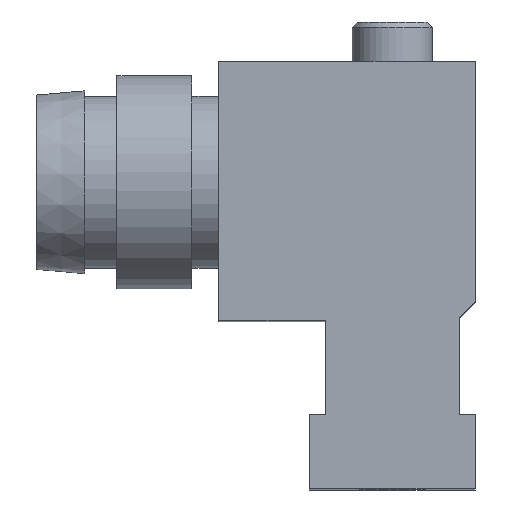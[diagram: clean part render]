
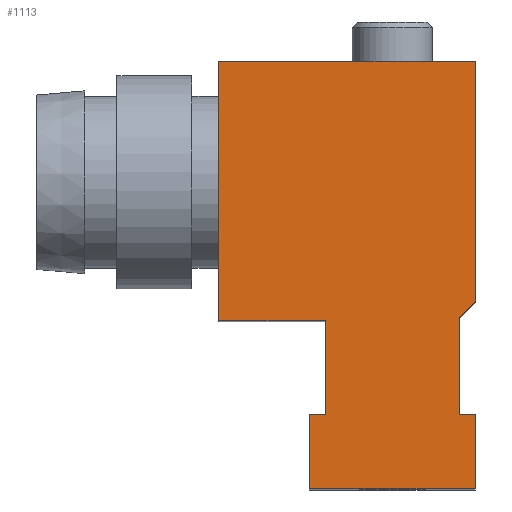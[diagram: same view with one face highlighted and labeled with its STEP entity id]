
A CAD part, top view. The second image highlights one B-rep face of the part: STEP entity #1113.
In plain terms, the highlighted planar face has unit normal (0, 0, 1).
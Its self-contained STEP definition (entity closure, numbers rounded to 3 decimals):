
#715=CARTESIAN_POINT('',(-3.8,7.,22.0));
#716=VERTEX_POINT('',#715);
#717=CARTESIAN_POINT('',(-3.8,-2.,22.0));
#718=VERTEX_POINT('',#717);
#719=CARTESIAN_POINT('',(-3.8,7.,22.0));
#720=DIRECTION('',(0.0,-1.0,0.0));
#721=VECTOR('',#720,9.0);
#722=LINE('',#719,#721);
#723=EDGE_CURVE('',#716,#718,#722,.T.);
#755=CARTESIAN_POINT('',(-4.4,-2.6,22.0));
#756=VERTEX_POINT('',#755);
#757=CARTESIAN_POINT('',(-3.8,-2.,22.0));
#758=DIRECTION('',(-0.707,-0.707,0.0));
#759=VECTOR('',#758,0.849);
#760=LINE('',#757,#759);
#761=EDGE_CURVE('',#718,#756,#760,.T.);
#786=CARTESIAN_POINT('',(-4.4,-6.2,22.0));
#787=VERTEX_POINT('',#786);
#788=CARTESIAN_POINT('',(-4.4,-2.6,22.0));
#789=DIRECTION('',(0.0,-1.0,0.0));
#790=VECTOR('',#789,3.6);
#791=LINE('',#788,#790);
#792=EDGE_CURVE('',#756,#787,#791,.T.);
#817=CARTESIAN_POINT('',(-3.8,-6.2,22.0));
#818=VERTEX_POINT('',#817);
#819=CARTESIAN_POINT('',(-4.4,-6.2,22.0));
#820=DIRECTION('',(1.0,0.0,0.0));
#821=VECTOR('',#820,0.6);
#822=LINE('',#819,#821);
#823=EDGE_CURVE('',#787,#818,#822,.T.);
#848=CARTESIAN_POINT('',(-3.8,-9.0,22.0));
#849=VERTEX_POINT('',#848);
#850=CARTESIAN_POINT('',(-3.8,-6.2,22.0));
#851=DIRECTION('',(0.0,-1.0,0.0));
#852=VECTOR('',#851,2.8);
#853=LINE('',#850,#852);
#854=EDGE_CURVE('',#818,#849,#853,.T.);
#879=CARTESIAN_POINT('',(-10.0,-9.0,22.0));
#880=VERTEX_POINT('',#879);
#881=CARTESIAN_POINT('',(-3.8,-9.0,22.0));
#882=DIRECTION('',(-1.0,0.0,0.0));
#883=VECTOR('',#882,6.2);
#884=LINE('',#881,#883);
#885=EDGE_CURVE('',#849,#880,#884,.T.);
#913=CARTESIAN_POINT('',(-10.0,-6.2,22.0));
#914=VERTEX_POINT('',#913);
#915=CARTESIAN_POINT('',(-10.0,-9.0,22.0));
#916=DIRECTION('',(0.0,1.0,0.0));
#917=VECTOR('',#916,2.8);
#918=LINE('',#915,#917);
#919=EDGE_CURVE('',#880,#914,#918,.T.);
#944=CARTESIAN_POINT('',(-9.4,-6.2,22.0));
#945=VERTEX_POINT('',#944);
#946=CARTESIAN_POINT('',(-10.0,-6.2,22.0));
#947=DIRECTION('',(1.0,0.0,0.0));
#948=VECTOR('',#947,0.6);
#949=LINE('',#946,#948);
#950=EDGE_CURVE('',#914,#945,#949,.T.);
#975=CARTESIAN_POINT('',(-9.4,-2.7,22.0));
#976=VERTEX_POINT('',#975);
#977=CARTESIAN_POINT('',(-9.4,-6.2,22.0));
#978=DIRECTION('',(0.0,1.0,0.0));
#979=VECTOR('',#978,3.5);
#980=LINE('',#977,#979);
#981=EDGE_CURVE('',#945,#976,#980,.T.);
#1006=CARTESIAN_POINT('',(-13.4,-2.7,22.0));
#1007=VERTEX_POINT('',#1006);
#1008=CARTESIAN_POINT('',(-9.4,-2.7,22.0));
#1009=DIRECTION('',(-1.0,0.0,0.0));
#1010=VECTOR('',#1009,4.);
#1011=LINE('',#1008,#1010);
#1012=EDGE_CURVE('',#976,#1007,#1011,.T.);
#1037=CARTESIAN_POINT('',(-13.4,7.,22.0));
#1038=VERTEX_POINT('',#1037);
#1039=CARTESIAN_POINT('',(-13.4,-2.7,22.0));
#1040=DIRECTION('',(0.0,1.0,0.0));
#1041=VECTOR('',#1040,9.7);
#1042=LINE('',#1039,#1041);
#1043=EDGE_CURVE('',#1007,#1038,#1042,.T.);
#1071=CARTESIAN_POINT('',(-13.4,7.,22.0));
#1072=DIRECTION('',(1.0,0.0,0.0));
#1073=VECTOR('',#1072,9.6);
#1074=LINE('',#1071,#1073);
#1075=EDGE_CURVE('',#1038,#716,#1074,.T.);
#1094=CARTESIAN_POINT('',(-8.155,-0.74,22.0));
#1095=DIRECTION('',(0.0,0.0,1.0));
#1096=DIRECTION('',(1.0,0.0,0.0));
#1097=AXIS2_PLACEMENT_3D('',#1094,#1095,#1096);
#1098=PLANE('',#1097);
#1099=ORIENTED_EDGE('',*,*,#723,.F.);
#1100=ORIENTED_EDGE('',*,*,#1075,.F.);
#1101=ORIENTED_EDGE('',*,*,#1043,.F.);
#1102=ORIENTED_EDGE('',*,*,#1012,.F.);
#1103=ORIENTED_EDGE('',*,*,#981,.F.);
#1104=ORIENTED_EDGE('',*,*,#950,.F.);
#1105=ORIENTED_EDGE('',*,*,#919,.F.);
#1106=ORIENTED_EDGE('',*,*,#885,.F.);
#1107=ORIENTED_EDGE('',*,*,#854,.F.);
#1108=ORIENTED_EDGE('',*,*,#823,.F.);
#1109=ORIENTED_EDGE('',*,*,#792,.F.);
#1110=ORIENTED_EDGE('',*,*,#761,.F.);
#1111=EDGE_LOOP('',(#1099,#1100,#1101,#1102,#1103,#1104,#1105,#1106,#1107,#1108,#1109,#1110));
#1112=FACE_OUTER_BOUND('',#1111,.T.);
#1113=ADVANCED_FACE('',(#1112),#1098,.T.);
